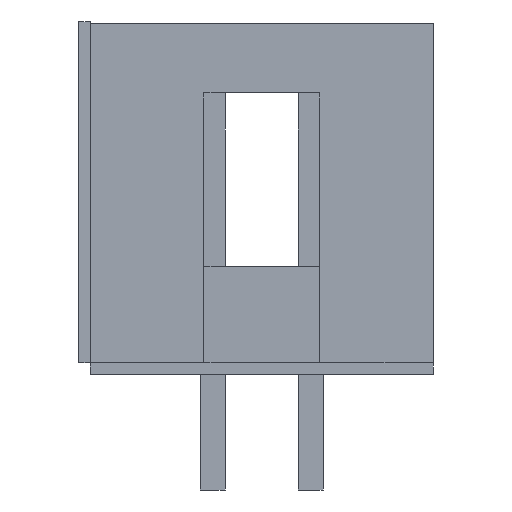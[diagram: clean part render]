
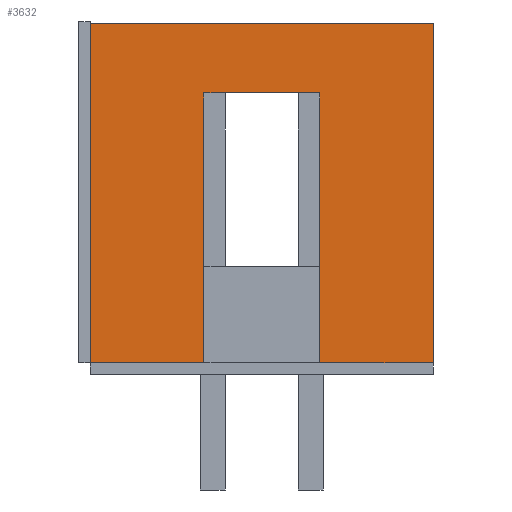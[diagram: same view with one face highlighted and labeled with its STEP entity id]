
A CAD part, left-side view. The second image highlights one B-rep face of the part: STEP entity #3632.
In plain terms, the highlighted planar face has unit normal (-1, 0, 0).
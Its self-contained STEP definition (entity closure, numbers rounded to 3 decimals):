
#2403 = EDGE_CURVE ( 'NONE', #19332, #19359, #14559, .T. ) ;
#2404 = EDGE_CURVE ( 'NONE', #19331, #19360, #14560, .T. ) ;
#2405 = EDGE_CURVE ( 'NONE', #19387, #19331, #14561, .T. ) ;
#2406 = EDGE_CURVE ( 'NONE', #19356, #19330, #14562, .T. ) ;
#2407 = EDGE_CURVE ( 'NONE', #19330, #19332, #14563, .T. ) ;
#2931 = ORIENTED_EDGE ( 'NONE', *, *, #2404, .F. ) ;
#2932 = ORIENTED_EDGE ( 'NONE', *, *, #2403, .T. ) ;
#2933 = ORIENTED_EDGE ( 'NONE', *, *, #3275, .T. ) ;
#2934 = ORIENTED_EDGE ( 'NONE', *, *, #3256, .T. ) ;
#2935 = ORIENTED_EDGE ( 'NONE', *, *, #2405, .F. ) ;
#2936 = ORIENTED_EDGE ( 'NONE', *, *, #2406, .T. ) ;
#2937 = ORIENTED_EDGE ( 'NONE', *, *, #3279, .T. ) ;
#2939 = ORIENTED_EDGE ( 'NONE', *, *, #2407, .T. ) ;
#3256 = EDGE_CURVE ( 'NONE', #19387, #19388, #17119, .T. ) ;
#3275 = EDGE_CURVE ( 'NONE', #19359, #19360, #17138, .T. ) ;
#3279 = EDGE_CURVE ( 'NONE', #19388, #19356, #17142, .T. ) ;
#3632 = ADVANCED_FACE ( 'NONE', ( #17987 ), #17746, .F. ) ;
#3957 = EDGE_LOOP ( 'NONE', ( #2932, #2933, #2931, #2935, #2934, #2937, #2936, #2939 ) ) ;
#14457 = CARTESIAN_POINT ( 'NONE',  ( 0., 2.95, 8.8 ) ) ;
#14458 = DIRECTION ( 'NONE',  ( 0., 0., -1. ) ) ;
#14507 = VECTOR ( 'NONE', #14458, 1000. ) ;
#14508 = VECTOR ( 'NONE', #14685, 1000. ) ;
#14509 = VECTOR ( 'NONE', #14687, 1000. ) ;
#14510 = VECTOR ( 'NONE', #14689, 1000. ) ;
#14511 = VECTOR ( 'NONE', #14691, 1000. ) ;
#14559 = LINE ( 'NONE', #14457, #14507 ) ;
#14560 = LINE ( 'NONE', #14684, #14508 ) ;
#14561 = LINE ( 'NONE', #14686, #14509 ) ;
#14562 = LINE ( 'NONE', #14688, #14510 ) ;
#14563 = LINE ( 'NONE', #14690, #14511 ) ;
#14684 = CARTESIAN_POINT ( 'NONE',  ( 0., 0., 8.8 ) ) ;
#14685 = DIRECTION ( 'NONE',  ( 0., 0., -1. ) ) ;
#14686 = CARTESIAN_POINT ( 'NONE',  ( 0., 0., 8.8 ) ) ;
#14687 = DIRECTION ( 'NONE',  ( 0., -1., 0. ) ) ;
#14688 = CARTESIAN_POINT ( 'NONE',  ( 0., 5.95, 8.8 ) ) ;
#14689 = DIRECTION ( 'NONE',  ( 0., 0., 1. ) ) ;
#14690 = CARTESIAN_POINT ( 'NONE',  ( 0., 0., 7. ) ) ;
#14691 = DIRECTION ( 'NONE',  ( 0., -1., 0. ) ) ;
#17119 = LINE ( 'NONE', #17416, #17536 ) ;
#17138 = LINE ( 'NONE', #17454, #17555 ) ;
#17142 = LINE ( 'NONE', #17462, #17560 ) ;
#17416 = CARTESIAN_POINT ( 'NONE',  ( 0., 8.9, 8.8 ) ) ;
#17417 = DIRECTION ( 'NONE',  ( 0., 0., -1. ) ) ;
#17454 = CARTESIAN_POINT ( 'NONE',  ( 0., 0., 0. ) ) ;
#17455 = DIRECTION ( 'NONE',  ( 0., -1., 0. ) ) ;
#17462 = CARTESIAN_POINT ( 'NONE',  ( 0., 0., 0. ) ) ;
#17463 = DIRECTION ( 'NONE',  ( 0., -1., 0. ) ) ;
#17536 = VECTOR ( 'NONE', #17417, 1000. ) ;
#17555 = VECTOR ( 'NONE', #17455, 1000. ) ;
#17560 = VECTOR ( 'NONE', #17463, 1000. ) ;
#17620 = AXIS2_PLACEMENT_3D ( 'NONE', #17747, #17748, #17749 ) ;
#17746 = PLANE ( 'NONE',  #17620 ) ;
#17747 = CARTESIAN_POINT ( 'NONE',  ( 0., 0., 8.8 ) ) ;
#17748 = DIRECTION ( 'NONE',  ( 1., 0., 0. ) ) ;
#17749 = DIRECTION ( 'NONE',  ( 0., 0., -1. ) ) ;
#17987 = FACE_OUTER_BOUND ( 'NONE', #3957, .T. ) ;
#18647 = CARTESIAN_POINT ( 'NONE',  ( 0., 5.95, 7. ) ) ;
#18648 = CARTESIAN_POINT ( 'NONE',  ( 0., 0., 8.8 ) ) ;
#18649 = CARTESIAN_POINT ( 'NONE',  ( 0., 2.95, 7. ) ) ;
#18673 = CARTESIAN_POINT ( 'NONE',  ( 0., 5.95, 0. ) ) ;
#18676 = CARTESIAN_POINT ( 'NONE',  ( 0., 2.95, 0. ) ) ;
#18677 = CARTESIAN_POINT ( 'NONE',  ( 0., 0., 0. ) ) ;
#18704 = CARTESIAN_POINT ( 'NONE',  ( 0., 8.9, 8.8 ) ) ;
#18705 = CARTESIAN_POINT ( 'NONE',  ( 0., 8.9, 0. ) ) ;
#19330 = VERTEX_POINT ( 'NONE', #18647 ) ;
#19331 = VERTEX_POINT ( 'NONE', #18648 ) ;
#19332 = VERTEX_POINT ( 'NONE', #18649 ) ;
#19356 = VERTEX_POINT ( 'NONE', #18673 ) ;
#19359 = VERTEX_POINT ( 'NONE', #18676 ) ;
#19360 = VERTEX_POINT ( 'NONE', #18677 ) ;
#19387 = VERTEX_POINT ( 'NONE', #18704 ) ;
#19388 = VERTEX_POINT ( 'NONE', #18705 ) ;
